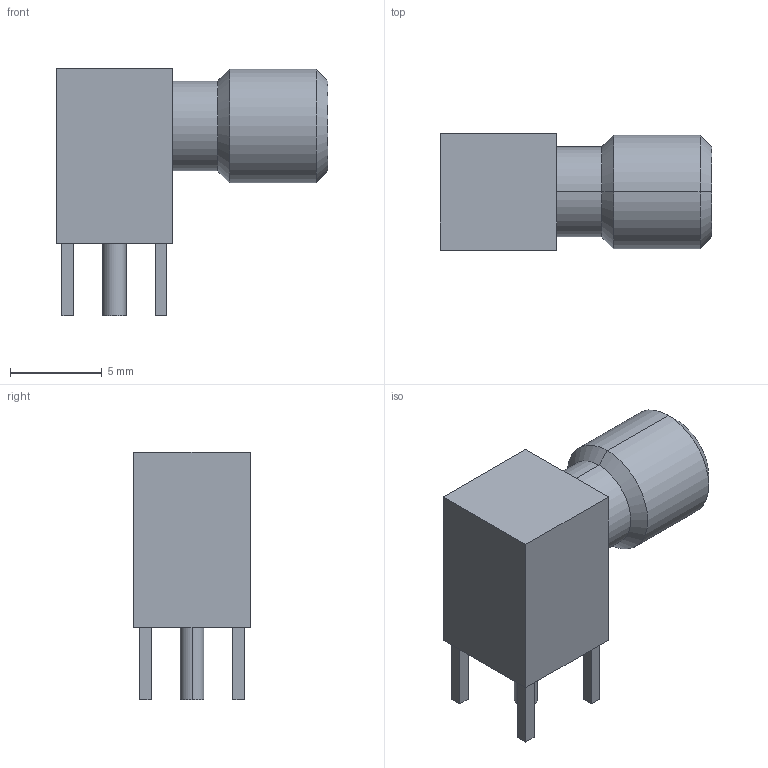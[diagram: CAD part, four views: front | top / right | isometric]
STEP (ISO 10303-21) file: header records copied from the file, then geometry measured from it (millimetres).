
FILE_DESCRIPTION (( 'STEP AP214' ), '1' );
FILE_NAME ('SMDEFAU0227032203690.step', '2006-02-27T05:32:21', ( 'SysAdmin' ), ( 'SolidWorks' ), 'SwSTEP 2.0', 'SolidWorks 2006032', '' );
FILE_SCHEMA (( 'AUTOMOTIVE_DESIGN' ));
Length unit declared in the file: inch
Products named in the file (1): SMDEFAU0227032203690
Bounding box: 14.81 x 6.35 x 13.49 mm (x, y, z)
Volume: 583.7 mm3; surface area: 571.9 mm2
Topology: 1 solids, 1 shells, 44 faces, 96 edges, 62 vertices
Faces by surface type: plane 30, cylinder 10, cone 4
Entity records: 1793 total; most frequent: DIRECTION 208, CARTESIAN_POINT 203, ORIENTED_EDGE 192, EDGE_CURVE 96, VECTOR 74, LINE 74, AXIS2_PLACEMENT_3D 67, VERTEX_POINT 62
